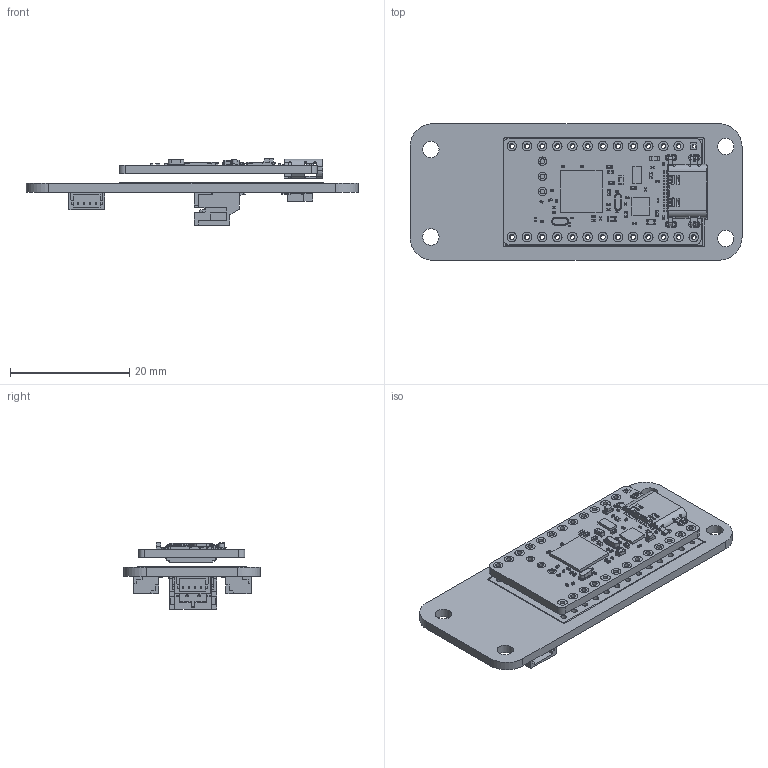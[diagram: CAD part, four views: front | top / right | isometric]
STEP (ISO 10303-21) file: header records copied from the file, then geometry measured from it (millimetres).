
FILE_DESCRIPTION(('KiCad electronic assembly'),'2;1');
FILE_NAME('nicenano-breakout.step','2025-04-29T18:16:07',('Pcbnew'),( 'Kicad'),'Open CASCADE STEP processor 7.8','KiCad to STEP converter' ,'Unknown');
FILE_SCHEMA(('AUTOMOTIVE_DESIGN { 1 0 10303 214 1 1 1 1 }'));
Length unit declared in the file: millimetre
Products named in the file (19): nicenano-breakout 1; nice!nano v2; nice!nano v1.0; mcu-chip-ic-2set-leg v1; LED_0603_1608Metric_ON v1; LED_0603_1608Metric_ON v1(Mirror); Crystal Oscillator v3; Crystal Oscillator v3 (1); usb4520-03-0-a v1; C0201 v1; C0402 v1; 0603 v1; COMPOUND; SPARKFUN_QWIIC_RIGHT_ANGLE; msk12c01; S2B-PH-SM4-TB; nicenano-breakout_silkscreen; nicenano-breakout_PCB
Assembly tree (54 placements, depth 3):
  nicenano-breakout 1
    nice!nano v2
      nice!nano v1.0
      mcu-chip-ic-2set-leg v1
      LED_0603_1608Metric_ON v1
      LED_0603_1608Metric_ON v1(Mirror)
      Crystal Oscillator v3
      Crystal Oscillator v3 (1)
      usb4520-03-0-a v1
      C0201 v1  x21
      C0402 v1  x8
      0603 v1  x2
      C0201 v1  x7
      COMPOUND
    SPARKFUN_QWIIC_RIGHT_ANGLE  x3
    msk12c01
    S2B-PH-SM4-TB
    nicenano-breakout_silkscreen
    nicenano-breakout_PCB
Bounding box: 55.63 x 22.87 x 11.18 mm (x, y, z)
Volume: 3029.8 mm3; surface area: 6407.4 mm2
Topology: 163 solids, 209 shells, 4010 faces, 10631 edges, 6596 vertices
Faces by surface type: plane 1902, cylinder 1506, sphere 304, bspline 242, torus 28, cone 28
Full cylindrical faces by diameter (mm): 0.107 x4, 0.35 x1, 0.375 x4, 0.7 x2, 0.762 x2, 0.8 x28, 0.9 x2, 0.914 x24, 1.4 x3, 1.405 x3, 1.6 x50, 2.75 x4
Entity records: 70547 total; most frequent: CARTESIAN_POINT 15115, DIRECTION 10388, ORIENTED_EDGE 10064, EDGE_CURVE 5391, LINE 3920, VECTOR 3920, VERTEX_POINT 3716, AXIS2_PLACEMENT_3D 3234
